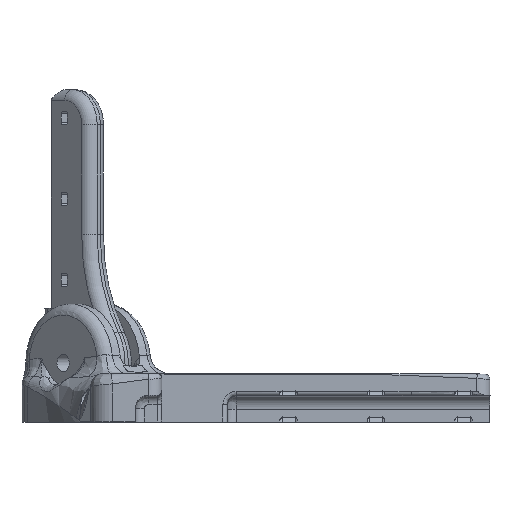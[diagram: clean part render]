
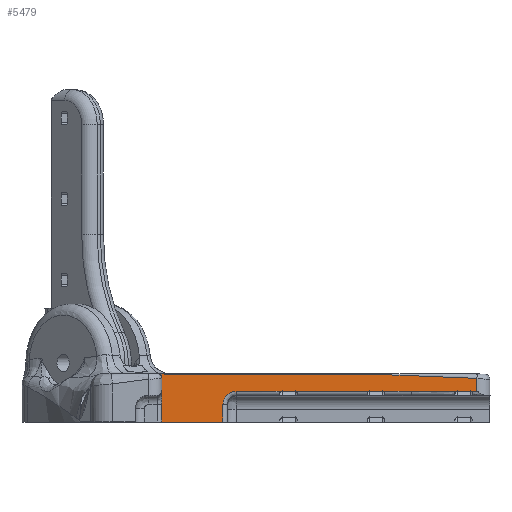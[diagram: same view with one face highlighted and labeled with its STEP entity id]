
A CAD part, top view. The second image highlights one B-rep face of the part: STEP entity #5479.
In plain terms, the highlighted planar face has unit normal (0, 0, 1).
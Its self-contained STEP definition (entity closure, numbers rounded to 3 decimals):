
#85=ELLIPSE('',#5971,0.707,0.5);
#86=ELLIPSE('',#5972,0.707,0.5);
#87=ELLIPSE('',#5973,0.707,0.5);
#88=ELLIPSE('',#5974,0.707,0.5);
#89=ELLIPSE('',#5975,0.707,0.5);
#90=ELLIPSE('',#5976,0.707,0.5);
#221=PLANE('',#5970);
#298=LINE('',#8321,#658);
#434=LINE('',#10235,#794);
#444=LINE('',#10413,#804);
#446=LINE('',#10465,#806);
#451=LINE('',#10508,#811);
#453=LINE('',#10536,#813);
#454=LINE('',#10545,#814);
#455=LINE('',#10553,#815);
#456=LINE('',#10557,#816);
#457=LINE('',#10561,#817);
#458=LINE('',#10565,#818);
#459=LINE('',#10570,#819);
#658=VECTOR('',#6436,10.);
#794=VECTOR('',#6972,10.);
#804=VECTOR('',#7006,10.);
#806=VECTOR('',#7014,10.);
#811=VECTOR('',#7031,10.);
#813=VECTOR('',#7037,10.);
#814=VECTOR('',#7038,10.);
#815=VECTOR('',#7039,10.);
#816=VECTOR('',#7042,10.);
#817=VECTOR('',#7045,10.);
#818=VECTOR('',#7048,10.);
#819=VECTOR('',#7053,10.);
#1262=FACE_OUTER_BOUND('',#1572,.T.);
#1572=EDGE_LOOP('',(#4389,#4390,#4391,#4392,#4393,#4394,#4395,#4396,#4397,
#4398,#4399,#4400,#4401,#4402,#4403,#4404,#4405,#4406,#4407,#4408));
#1857=B_SPLINE_CURVE_WITH_KNOTS('',3,(#10537,#10538,#10539,#10540,#10541,
#10542,#10543),.UNSPECIFIED.,.F.,.F.,(4,1,1,1,4),(0.,4.117,6.175,
6.69,7.205),.UNSPECIFIED.);
#1858=B_SPLINE_CURVE_WITH_KNOTS('',3,(#10547,#10548,#10549,#10550,#10551),
 .UNSPECIFIED.,.F.,.F.,(4,1,4),(-1.571,-0.898,0.),
 .UNSPECIFIED.);
#2248=VERTEX_POINT('',#8318);
#2249=VERTEX_POINT('',#8320);
#2450=VERTEX_POINT('',#10233);
#2465=VERTEX_POINT('',#10407);
#2467=VERTEX_POINT('',#10411);
#2472=VERTEX_POINT('',#10461);
#2474=VERTEX_POINT('',#10464);
#2482=VERTEX_POINT('',#10507);
#2486=VERTEX_POINT('',#10535);
#2487=VERTEX_POINT('',#10544);
#2488=VERTEX_POINT('',#10546);
#2489=VERTEX_POINT('',#10552);
#2490=VERTEX_POINT('',#10554);
#2491=VERTEX_POINT('',#10556);
#2492=VERTEX_POINT('',#10558);
#2493=VERTEX_POINT('',#10560);
#2494=VERTEX_POINT('',#10562);
#2495=VERTEX_POINT('',#10564);
#2496=VERTEX_POINT('',#10567);
#2497=VERTEX_POINT('',#10569);
#2820=EDGE_CURVE('',#2248,#2249,#298,.T.);
#3136=EDGE_CURVE('',#2450,#2248,#434,.T.);
#3160=EDGE_CURVE('',#2465,#2467,#444,.T.);
#3167=EDGE_CURVE('',#2472,#2474,#446,.T.);
#3178=EDGE_CURVE('',#2474,#2482,#451,.T.);
#3183=EDGE_CURVE('',#2467,#2486,#453,.T.);
#3184=EDGE_CURVE('',#2249,#2486,#1857,.T.);
#3185=EDGE_CURVE('',#2487,#2450,#454,.T.);
#3186=EDGE_CURVE('',#2488,#2487,#1858,.T.);
#3187=EDGE_CURVE('',#2489,#2488,#455,.T.);
#3188=EDGE_CURVE('',#2489,#2490,#85,.T.);
#3189=EDGE_CURVE('',#2490,#2491,#456,.T.);
#3190=EDGE_CURVE('',#2491,#2492,#86,.T.);
#3191=EDGE_CURVE('',#2493,#2492,#457,.T.);
#3192=EDGE_CURVE('',#2493,#2494,#87,.T.);
#3193=EDGE_CURVE('',#2494,#2495,#458,.T.);
#3194=EDGE_CURVE('',#2495,#2482,#88,.T.);
#3195=EDGE_CURVE('',#2472,#2496,#89,.T.);
#3196=EDGE_CURVE('',#2496,#2497,#459,.T.);
#3197=EDGE_CURVE('',#2497,#2465,#90,.T.);
#4389=ORIENTED_EDGE('',*,*,#3160,.T.);
#4390=ORIENTED_EDGE('',*,*,#3183,.T.);
#4391=ORIENTED_EDGE('',*,*,#3184,.F.);
#4392=ORIENTED_EDGE('',*,*,#2820,.F.);
#4393=ORIENTED_EDGE('',*,*,#3136,.F.);
#4394=ORIENTED_EDGE('',*,*,#3185,.F.);
#4395=ORIENTED_EDGE('',*,*,#3186,.F.);
#4396=ORIENTED_EDGE('',*,*,#3187,.F.);
#4397=ORIENTED_EDGE('',*,*,#3188,.T.);
#4398=ORIENTED_EDGE('',*,*,#3189,.T.);
#4399=ORIENTED_EDGE('',*,*,#3190,.T.);
#4400=ORIENTED_EDGE('',*,*,#3191,.F.);
#4401=ORIENTED_EDGE('',*,*,#3192,.T.);
#4402=ORIENTED_EDGE('',*,*,#3193,.T.);
#4403=ORIENTED_EDGE('',*,*,#3194,.T.);
#4404=ORIENTED_EDGE('',*,*,#3178,.F.);
#4405=ORIENTED_EDGE('',*,*,#3167,.F.);
#4406=ORIENTED_EDGE('',*,*,#3195,.T.);
#4407=ORIENTED_EDGE('',*,*,#3196,.T.);
#4408=ORIENTED_EDGE('',*,*,#3197,.T.);
#5479=ADVANCED_FACE('',(#1262),#221,.T.);
#5970=AXIS2_PLACEMENT_3D('',#10534,#7035,#7036);
#5971=AXIS2_PLACEMENT_3D('',#10555,#7040,#7041);
#5972=AXIS2_PLACEMENT_3D('',#10559,#7043,#7044);
#5973=AXIS2_PLACEMENT_3D('',#10563,#7046,#7047);
#5974=AXIS2_PLACEMENT_3D('',#10566,#7049,#7050);
#5975=AXIS2_PLACEMENT_3D('',#10568,#7051,#7052);
#5976=AXIS2_PLACEMENT_3D('',#10571,#7054,#7055);
#6436=DIRECTION('',(0.,1.,0.));
#6972=DIRECTION('',(-1.,0.,0.));
#7006=DIRECTION('',(1.,0.,0.));
#7014=DIRECTION('',(-1.,0.,0.));
#7031=DIRECTION('',(-1.,0.,0.));
#7035=DIRECTION('center_axis',(0.,0.,1.));
#7036=DIRECTION('ref_axis',(1.,0.,0.));
#7037=DIRECTION('',(0.,1.,0.));
#7038=DIRECTION('',(0.,-1.,0.));
#7039=DIRECTION('',(-1.,0.,0.));
#7040=DIRECTION('center_axis',(0.,0.,-1.));
#7041=DIRECTION('ref_axis',(-0.001,1.,0.));
#7042=DIRECTION('',(1.,-0.001,0.));
#7043=DIRECTION('center_axis',(0.,0.,-1.));
#7044=DIRECTION('ref_axis',(-0.001,1.,0.));
#7045=DIRECTION('',(-1.,0.,0.));
#7046=DIRECTION('center_axis',(0.,0.,-1.));
#7047=DIRECTION('ref_axis',(-0.001,1.,0.));
#7048=DIRECTION('',(1.,-0.001,0.));
#7049=DIRECTION('center_axis',(0.,0.,-1.));
#7050=DIRECTION('ref_axis',(-0.001,1.,0.));
#7051=DIRECTION('center_axis',(0.,0.,-1.));
#7052=DIRECTION('ref_axis',(-0.001,1.,0.));
#7053=DIRECTION('',(1.,-0.001,0.));
#7054=DIRECTION('center_axis',(0.,0.,-1.));
#7055=DIRECTION('ref_axis',(-0.001,1.,0.));
#8318=CARTESIAN_POINT('',(3.,-3.,3.));
#8320=CARTESIAN_POINT('',(3.,8.,3.));
#8321=CARTESIAN_POINT('',(3.,0.,3.));
#10233=CARTESIAN_POINT('',(17.002,-3.,3.));
#10235=CARTESIAN_POINT('',(75.001,-3.,3.));
#10407=CARTESIAN_POINT('',(73.724,4.,3.));
#10411=CARTESIAN_POINT('',(75.001,4.,3.));
#10413=CARTESIAN_POINT('',(31.501,4.,3.));
#10461=CARTESIAN_POINT('',(70.278,4.,3.));
#10464=CARTESIAN_POINT('',(60.002,4.,3.));
#10465=CARTESIAN_POINT('',(40.501,4.,3.));
#10507=CARTESIAN_POINT('',(53.724,4.,3.));
#10508=CARTESIAN_POINT('',(40.501,4.,3.));
#10534=CARTESIAN_POINT('Origin',(3.,0.,3.));
#10535=CARTESIAN_POINT('',(75.001,7.,3.));
#10536=CARTESIAN_POINT('',(75.001,0.,3.));
#10537=CARTESIAN_POINT('Ctrl Pts',(3.,8.,3.));
#10538=CARTESIAN_POINT('Ctrl Pts',(16.727,7.962,3.));
#10539=CARTESIAN_POINT('Ctrl Pts',(37.306,7.931,3.));
#10540=CARTESIAN_POINT('Ctrl Pts',(59.606,7.772,3.));
#10541=CARTESIAN_POINT('Ctrl Pts',(69.889,7.426,3.));
#10542=CARTESIAN_POINT('Ctrl Pts',(73.305,7.196,3.));
#10543=CARTESIAN_POINT('Ctrl Pts',(75.001,7.,3.));
#10544=CARTESIAN_POINT('',(17.002,1.,3.));
#10545=CARTESIAN_POINT('',(17.002,-0.227,3.));
#10546=CARTESIAN_POINT('',(20.002,4.,3.));
#10547=CARTESIAN_POINT('Ctrl Pts',(20.002,4.,3.));
#10548=CARTESIAN_POINT('Ctrl Pts',(19.329,4.,3.));
#10549=CARTESIAN_POINT('Ctrl Pts',(17.754,3.453,3.));
#10550=CARTESIAN_POINT('Ctrl Pts',(17.002,1.898,3.));
#10551=CARTESIAN_POINT('Ctrl Pts',(17.002,1.,3.));
#10552=CARTESIAN_POINT('',(30.278,4.,3.));
#10553=CARTESIAN_POINT('',(40.501,4.,3.));
#10554=CARTESIAN_POINT('',(30.502,4.075,3.));
#10555=CARTESIAN_POINT('Origin',(30.502,3.368,3.));
#10556=CARTESIAN_POINT('',(33.502,4.073,3.));
#10557=CARTESIAN_POINT('',(20.502,4.08,3.));
#10558=CARTESIAN_POINT('',(33.724,4.,3.));
#10559=CARTESIAN_POINT('Origin',(33.502,3.366,3.));
#10560=CARTESIAN_POINT('',(50.278,4.,3.));
#10561=CARTESIAN_POINT('',(40.501,4.,3.));
#10562=CARTESIAN_POINT('',(50.502,4.075,3.));
#10563=CARTESIAN_POINT('Origin',(50.502,3.368,3.));
#10564=CARTESIAN_POINT('',(53.502,4.073,3.));
#10565=CARTESIAN_POINT('',(30.502,4.085,3.));
#10566=CARTESIAN_POINT('Origin',(53.502,3.366,3.));
#10567=CARTESIAN_POINT('',(70.502,4.075,3.));
#10568=CARTESIAN_POINT('Origin',(70.502,3.368,3.));
#10569=CARTESIAN_POINT('',(73.502,4.073,3.));
#10570=CARTESIAN_POINT('',(40.502,4.091,3.));
#10571=CARTESIAN_POINT('Origin',(73.502,3.366,3.));
